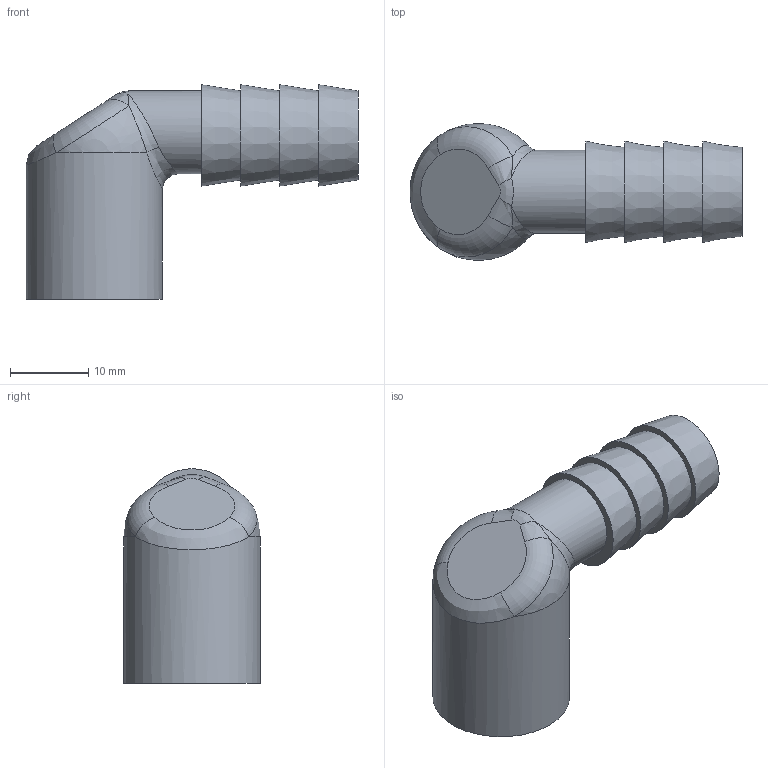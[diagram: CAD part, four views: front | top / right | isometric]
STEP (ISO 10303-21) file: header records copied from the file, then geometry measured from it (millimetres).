
FILE_DESCRIPTION(/* description */ ('Unknown'),/* implementation_level */ '2;1');
FILE_NAME(/* name */ 'R-222-SL-DN8',/* time_stamp */ '2024-07-23T13:36:17+08:00',/* author */ ('Unknown'),/* organization */ ('Unknown'),/* preprocessor_version */ 'ST-DEVELOPER v16.7',/* originating_system */ 'DEX',/* authorisation */ $);
FILE_SCHEMA (('AUTOMOTIVE_DESIGN {1 0 10303 214 3 1 1}'));
Length unit declared in the file: millimetre
Products named in the file (1): R-222-SL-DN8
Bounding box: 42.54 x 17.5 x 27.5 mm (x, y, z)
Volume: 5909.6 mm3; surface area: 3952.5 mm2
Topology: 1 solids, 1 shells, 27 faces, 56 edges, 34 vertices
Faces by surface type: bspline 8, plane 8, cone 4, cylinder 3, sphere 2, torus 2
Full cylindrical faces by diameter (mm): 10.655 x1, 13.1 x1, 17.5 x1
Entity records: 1770 total; most frequent: CARTESIAN_POINT 1254, DIRECTION 102, ORIENTED_EDGE 84, AXIS2_PLACEMENT_3D 51, EDGE_CURVE 42, EDGE_LOOP 42, FACE_BOUND 42, VERTEX_POINT 30
